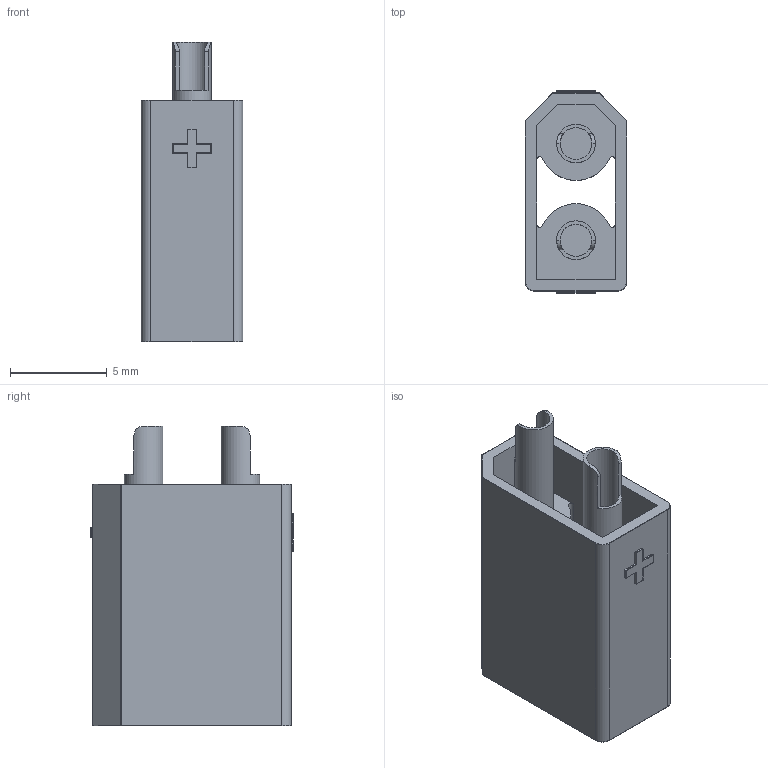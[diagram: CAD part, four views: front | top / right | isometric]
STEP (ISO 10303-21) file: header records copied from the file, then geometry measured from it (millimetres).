
FILE_DESCRIPTION(/* description */ (''),/* implementation_level */ '2;1');
FILE_NAME(/* name */ 'XT30 v1_M.step',/* time_stamp */ '2020-07-29T09:44:47+09:00',/* author */ (''),/* organization */ (''),/* preprocessor_version */ 'ST-DEVELOPER v18.1',/* originating_system */ 'Autodesk Translation Framework v9.3.0.1241',/* authorisation */ '');
FILE_SCHEMA (('AUTOMOTIVE_DESIGN { 1 0 10303 214 3 1 1 }'));
Length unit declared in the file: millimetre
Products named in the file (5): XT30; XT30_1; XT30_Stecker; XT30_Buchse (1); XT30_Buchse
Assembly tree (4 placements, depth 4):
  XT30
    XT30_1
      XT30_Stecker
      XT30_Buchse (1)
        XT30_Buchse
Bounding box: 5.25 x 10.45 x 15.5 mm (x, y, z)
Volume: 292.1 mm3; surface area: 975.6 mm2
Topology: 1 solids, 1 shells, 168 faces, 418 edges, 238 vertices
Faces by surface type: cylinder 78, plane 56, sphere 16, torus 10, bspline 8
Full cylindrical faces by diameter (mm): 1.65 x2, 2 x4
Entity records: 6458 total; most frequent: CARTESIAN_POINT 2357, DIRECTION 896, ORIENTED_EDGE 796, EDGE_CURVE 398, AXIS2_PLACEMENT_3D 341, VERTEX_POINT 238, LINE 214, VECTOR 214
